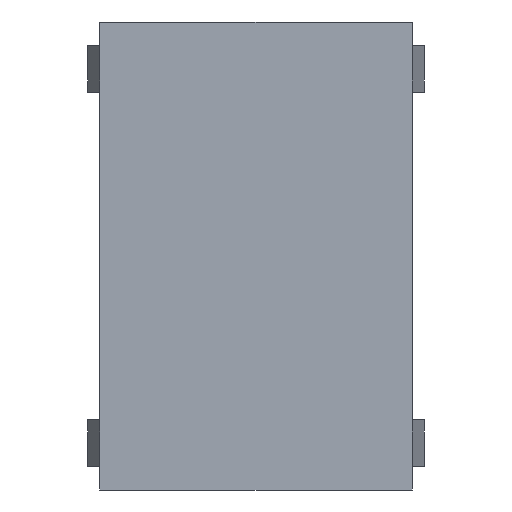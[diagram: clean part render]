
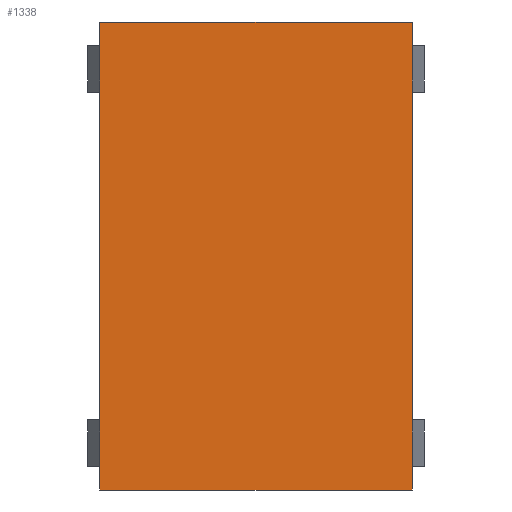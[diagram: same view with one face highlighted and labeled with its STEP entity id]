
A CAD part, front view. The second image highlights one B-rep face of the part: STEP entity #1338.
In plain terms, the highlighted planar face has unit normal (0, -1, 0).
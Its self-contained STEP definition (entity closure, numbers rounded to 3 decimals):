
#5 = ORIENTED_EDGE ( 'NONE', *, *, #1966, .F. ) ;
#7 = EDGE_CURVE ( 'NONE', #22, #1420, #2112, .T. ) ;
#22 = VERTEX_POINT ( 'NONE', #227 ) ;
#48 = EDGE_CURVE ( 'NONE', #146, #1235, #1997, .T. ) ;
#75 = DIRECTION ( 'NONE',  ( 0., 0., 1. ) ) ;
#111 = EDGE_CURVE ( 'NONE', #1235, #1722, #2228, .T. ) ;
#129 = LINE ( 'NONE', #852, #549 ) ;
#133 = CARTESIAN_POINT ( 'NONE',  ( -16.7, 0., 22.5 ) ) ;
#146 = VERTEX_POINT ( 'NONE', #1363 ) ;
#218 = EDGE_CURVE ( 'NONE', #2047, #1410, #945, .T. ) ;
#222 = VECTOR ( 'NONE', #1045, 1000. ) ;
#227 = CARTESIAN_POINT ( 'NONE',  ( 16.7, 0., -17.5 ) ) ;
#313 = EDGE_LOOP ( 'NONE', ( #749, #435, #593, #1291, #1262, #1001, #969, #5, #349, #668, #325, #659 ) ) ;
#322 = DIRECTION ( 'NONE',  ( 1., 0., 0. ) ) ;
#325 = ORIENTED_EDGE ( 'NONE', *, *, #1070, .F. ) ;
#349 = ORIENTED_EDGE ( 'NONE', *, *, #1145, .F. ) ;
#350 = EDGE_CURVE ( 'NONE', #952, #1831, #1633, .T. ) ;
#359 = LINE ( 'NONE', #2034, #519 ) ;
#377 = LINE ( 'NONE', #1703, #1919 ) ;
#414 = CARTESIAN_POINT ( 'NONE',  ( 16.7, 0., 0. ) ) ;
#431 = DIRECTION ( 'NONE',  ( 0., 0., 1. ) ) ;
#435 = ORIENTED_EDGE ( 'NONE', *, *, #915, .F. ) ;
#451 = VECTOR ( 'NONE', #1068, 1000. ) ;
#518 = CARTESIAN_POINT ( 'NONE',  ( 16.7, 0., 0. ) ) ;
#519 = VECTOR ( 'NONE', #431, 1000. ) ;
#549 = VECTOR ( 'NONE', #1970, 1000. ) ;
#592 = DIRECTION ( 'NONE',  ( 0., 0., -1. ) ) ;
#593 = ORIENTED_EDGE ( 'NONE', *, *, #350, .F. ) ;
#639 = CARTESIAN_POINT ( 'NONE',  ( -16.7, 0., 0. ) ) ;
#659 = ORIENTED_EDGE ( 'NONE', *, *, #111, .F. ) ;
#668 = ORIENTED_EDGE ( 'NONE', *, *, #7, .F. ) ;
#691 = CARTESIAN_POINT ( 'NONE',  ( 0., 0., 25. ) ) ;
#709 = DIRECTION ( 'NONE',  ( 0., 0., -1. ) ) ;
#715 = VECTOR ( 'NONE', #709, 1000. ) ;
#733 = CARTESIAN_POINT ( 'NONE',  ( 16.7, 0., 22.5 ) ) ;
#743 = VECTOR ( 'NONE', #1695, 1000. ) ;
#749 = ORIENTED_EDGE ( 'NONE', *, *, #48, .F. ) ;
#787 = VERTEX_POINT ( 'NONE', #2041 ) ;
#818 = DIRECTION ( 'NONE',  ( 0., 1., 0. ) ) ;
#839 = PLANE ( 'NONE',  #2093 ) ;
#852 = CARTESIAN_POINT ( 'NONE',  ( 16.7, 0., 0. ) ) ;
#915 = EDGE_CURVE ( 'NONE', #1831, #146, #2163, .T. ) ;
#935 = LINE ( 'NONE', #1828, #1247 ) ;
#945 = LINE ( 'NONE', #2051, #743 ) ;
#952 = VERTEX_POINT ( 'NONE', #133 ) ;
#956 = CARTESIAN_POINT ( 'NONE',  ( -16.7, 0., 25. ) ) ;
#969 = ORIENTED_EDGE ( 'NONE', *, *, #218, .F. ) ;
#1001 = ORIENTED_EDGE ( 'NONE', *, *, #1560, .F. ) ;
#1003 = DIRECTION ( 'NONE',  ( 0., 0., 1. ) ) ;
#1045 = DIRECTION ( 'NONE',  ( 0., 0., -1. ) ) ;
#1068 = DIRECTION ( 'NONE',  ( 0., 0., 1. ) ) ;
#1070 = EDGE_CURVE ( 'NONE', #1722, #22, #129, .T. ) ;
#1145 = EDGE_CURVE ( 'NONE', #1420, #1352, #935, .T. ) ;
#1185 = CARTESIAN_POINT ( 'NONE',  ( 16.7, 0., -22.5 ) ) ;
#1235 = VERTEX_POINT ( 'NONE', #733 ) ;
#1247 = VECTOR ( 'NONE', #1851, 1000. ) ;
#1262 = ORIENTED_EDGE ( 'NONE', *, *, #2200, .F. ) ;
#1291 = ORIENTED_EDGE ( 'NONE', *, *, #2198, .F. ) ;
#1338 = ADVANCED_FACE ( 'NONE', ( #1575 ), #839, .F. ) ;
#1352 = VERTEX_POINT ( 'NONE', #2011 ) ;
#1360 = DIRECTION ( 'NONE',  ( 0., 0., 1. ) ) ;
#1363 = CARTESIAN_POINT ( 'NONE',  ( 16.7, 0., 25. ) ) ;
#1396 = CARTESIAN_POINT ( 'NONE',  ( 0., 0., -25. ) ) ;
#1407 = VECTOR ( 'NONE', #1360, 1000. ) ;
#1410 = VERTEX_POINT ( 'NONE', #1689 ) ;
#1412 = VECTOR ( 'NONE', #2126, 1000. ) ;
#1420 = VERTEX_POINT ( 'NONE', #1185 ) ;
#1427 = CARTESIAN_POINT ( 'NONE',  ( -16.7, 0., 0. ) ) ;
#1457 = LINE ( 'NONE', #639, #1407 ) ;
#1494 = VECTOR ( 'NONE', #322, 1000. ) ;
#1560 = EDGE_CURVE ( 'NONE', #1410, #787, #359, .T. ) ;
#1571 = CARTESIAN_POINT ( 'NONE',  ( 16.7, 0., 0. ) ) ;
#1575 = FACE_OUTER_BOUND ( 'NONE', #313, .T. ) ;
#1633 = LINE ( 'NONE', #1427, #451 ) ;
#1644 = CARTESIAN_POINT ( 'NONE',  ( 16.7, 0., 17.5 ) ) ;
#1689 = CARTESIAN_POINT ( 'NONE',  ( -16.7, 0., -22.5 ) ) ;
#1694 = CARTESIAN_POINT ( 'NONE',  ( 0., 0., 0. ) ) ;
#1695 = DIRECTION ( 'NONE',  ( 0., 0., 1. ) ) ;
#1703 = CARTESIAN_POINT ( 'NONE',  ( -16.7, 0., 0. ) ) ;
#1722 = VERTEX_POINT ( 'NONE', #1644 ) ;
#1781 = CARTESIAN_POINT ( 'NONE',  ( -16.7, 0., -25. ) ) ;
#1828 = CARTESIAN_POINT ( 'NONE',  ( 16.7, 0., 0. ) ) ;
#1831 = VERTEX_POINT ( 'NONE', #956 ) ;
#1851 = DIRECTION ( 'NONE',  ( 0., 0., -1. ) ) ;
#1857 = VECTOR ( 'NONE', #592, 1000. ) ;
#1919 = VECTOR ( 'NONE', #1003, 1000. ) ;
#1925 = LINE ( 'NONE', #1396, #1412 ) ;
#1966 = EDGE_CURVE ( 'NONE', #1352, #2047, #1925, .T. ) ;
#1970 = DIRECTION ( 'NONE',  ( 0., 0., -1. ) ) ;
#1997 = LINE ( 'NONE', #1571, #222 ) ;
#2011 = CARTESIAN_POINT ( 'NONE',  ( 16.7, 0., -25. ) ) ;
#2034 = CARTESIAN_POINT ( 'NONE',  ( -16.7, 0., 0. ) ) ;
#2041 = CARTESIAN_POINT ( 'NONE',  ( -16.7, 0., -17.5 ) ) ;
#2047 = VERTEX_POINT ( 'NONE', #1781 ) ;
#2051 = CARTESIAN_POINT ( 'NONE',  ( -16.7, 0., 0. ) ) ;
#2054 = CARTESIAN_POINT ( 'NONE',  ( -16.7, 0., 17.5 ) ) ;
#2093 = AXIS2_PLACEMENT_3D ( 'NONE', #1694, #818, #75 ) ;
#2112 = LINE ( 'NONE', #414, #1857 ) ;
#2126 = DIRECTION ( 'NONE',  ( -1., 0., 0. ) ) ;
#2163 = LINE ( 'NONE', #691, #1494 ) ;
#2198 = EDGE_CURVE ( 'NONE', #2229, #952, #377, .T. ) ;
#2200 = EDGE_CURVE ( 'NONE', #787, #2229, #1457, .T. ) ;
#2228 = LINE ( 'NONE', #518, #715 ) ;
#2229 = VERTEX_POINT ( 'NONE', #2054 ) ;
